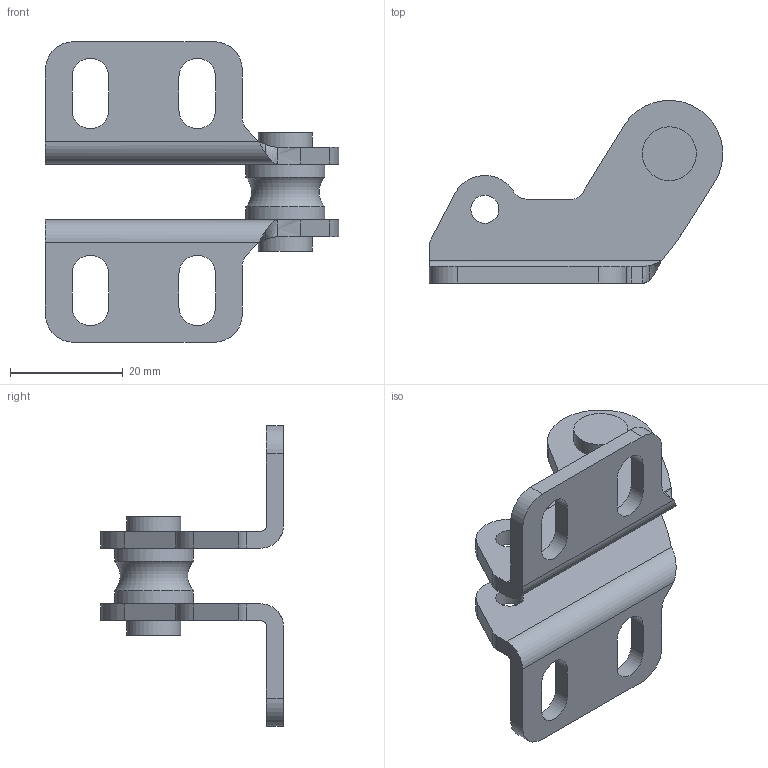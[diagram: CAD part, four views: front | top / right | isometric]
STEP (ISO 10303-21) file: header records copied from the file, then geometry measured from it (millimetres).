
FILE_DESCRIPTION(/* description */ (''),/* implementation_level */ '2;1');
FILE_NAME(/* name */ 'HC02LPSS.stp',/* time_stamp */ '2021-10-29T09:58:45+01:00',/* author */ ('Sandfield Engineering'),/* organization */ ('Sandfield Engineering'),/* preprocessor_version */ 'ST-DEVELOPER v18.1',/* originating_system */ 'Autodesk Inventor 2021',/* authorisation */ '');
FILE_SCHEMA (('AUTOMOTIVE_DESIGN { 1 0 10303 214 3 1 1 }'));
Length unit declared in the file: millimetre
Products named in the file (1): HC02LPSS
Bounding box: 52.13 x 32.48 x 53.4 mm (x, y, z)
Volume: 10404.7 mm3; surface area: 7593.1 mm2
Topology: 1 solids, 1 shells, 75 faces, 202 edges, 133 vertices
Faces by surface type: cylinder 36, plane 34, bspline 4, torus 1
Full cylindrical faces by diameter (mm): 5 x2, 9.6 x2, 14 x2
Entity records: 2941 total; most frequent: CARTESIAN_POINT 953, DIRECTION 406, ORIENTED_EDGE 404, EDGE_CURVE 202, AXIS2_PLACEMENT_3D 142, VERTEX_POINT 133, LINE 122, VECTOR 122
